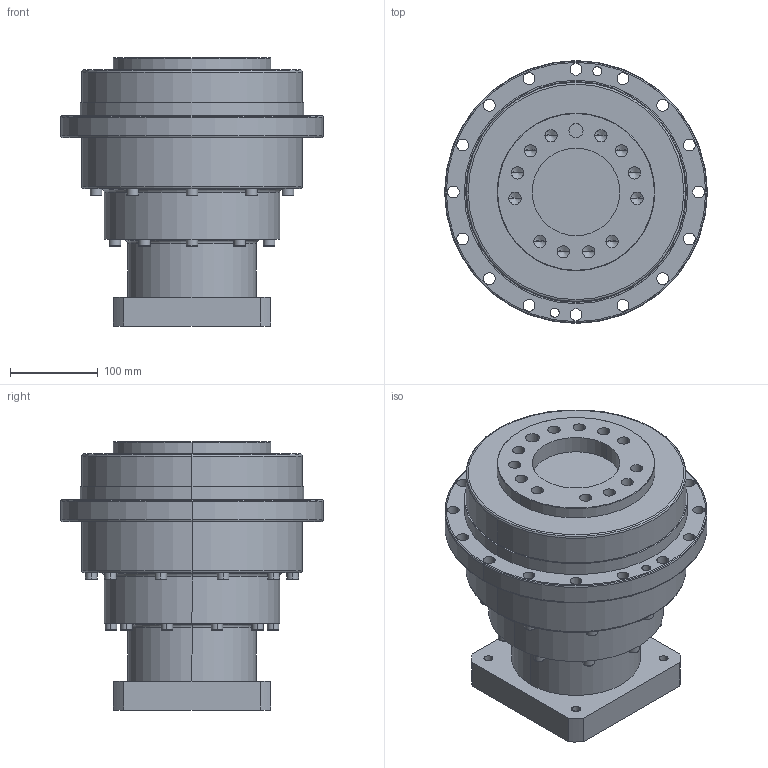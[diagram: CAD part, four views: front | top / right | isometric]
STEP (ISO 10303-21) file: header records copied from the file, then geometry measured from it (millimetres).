
FILE_DESCRIPTION((''),'2;1');
FILE_NAME('VRT255-L2-P2','2022-06-15T11:06:31',('Administrator'),(''),'CREO PARAMETRIC BY PTC INC, 2019010','CREO PARAMETRIC BY PTC INC, 2019010','');
FILE_SCHEMA(('CONFIG_CONTROL_DESIGN'));
Length unit declared in the file: millimetre
Products named in the file (1): VRT255-L2-P2
Bounding box: 300 x 300 x 306.2 mm (x, y, z)
Volume: 10778151.3 mm3; surface area: 490643.5 mm2
Topology: 1 solids, 1 shells, 571 faces, 1368 edges, 858 vertices
Faces by surface type: plane 241, cylinder 164, torus 128, cone 38
Entity records: 16650 total; most frequent: DIRECTION 3120, CARTESIAN_POINT 2805, ORIENTED_EDGE 2688, EDGE_CURVE 1344, AXIS2_PLACEMENT_3D 1213, VERTEX_POINT 858, EDGE_LOOP 698, VECTOR 694
